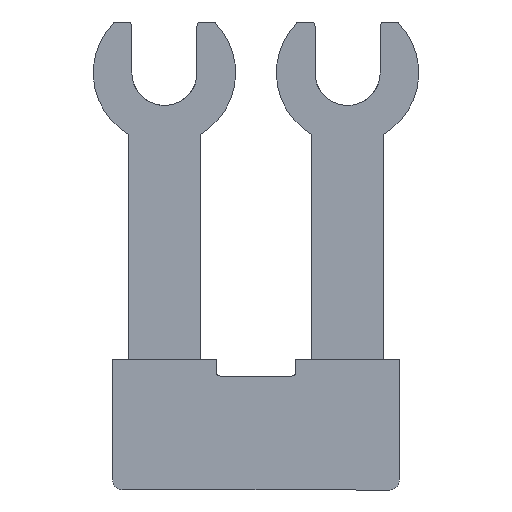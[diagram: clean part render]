
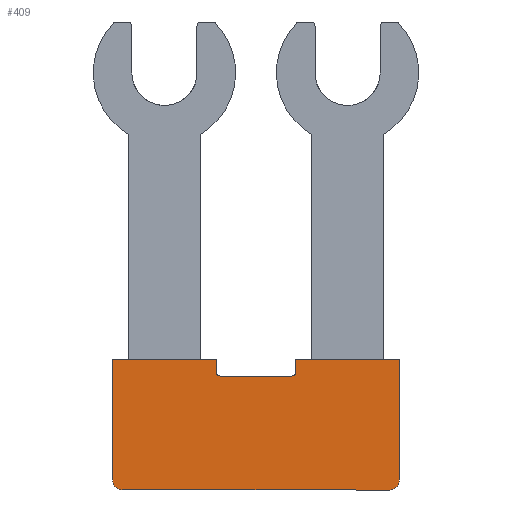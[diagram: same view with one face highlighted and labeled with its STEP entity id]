
A CAD part, front view. The second image highlights one B-rep face of the part: STEP entity #409.
In plain terms, the highlighted planar face has unit normal (0, -1, 0).
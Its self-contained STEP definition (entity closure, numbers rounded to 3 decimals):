
#174=AXIS2_PLACEMENT_3D('Circle Axis2P3D',#172,#173,$) ;
#263=AXIS2_PLACEMENT_3D('Circle Axis2P3D',#261,#262,$) ;
#311=AXIS2_PLACEMENT_3D('Circle Axis2P3D',#309,#310,$) ;
#374=AXIS2_PLACEMENT_3D('Plane Axis2P3D',#371,#372,#373) ;
#378=AXIS2_PLACEMENT_3D('Circle Axis2P3D',#376,#377,$) ;
#162=CARTESIAN_POINT('Vertex',(0.95,0.,0.5)) ;
#169=CARTESIAN_POINT('Vertex',(1.45,0.,0.)) ;
#172=CARTESIAN_POINT('Axis2P3D Location',(1.45,0.,0.5)) ;
#189=CARTESIAN_POINT('Line Origine',(0.95,0.,3.45)) ;
#193=CARTESIAN_POINT('Vertex',(0.95,0.,6.4)) ;
#213=CARTESIAN_POINT('Line Origine',(3.5,0.,6.4)) ;
#217=CARTESIAN_POINT('Vertex',(6.05,0.,6.4)) ;
#237=CARTESIAN_POINT('Line Origine',(6.05,0.,6.1)) ;
#241=CARTESIAN_POINT('Vertex',(6.05,0.,5.8)) ;
#261=CARTESIAN_POINT('Axis2P3D Location',(6.25,0.,5.8)) ;
#265=CARTESIAN_POINT('Vertex',(6.25,0.,5.6)) ;
#285=CARTESIAN_POINT('Line Origine',(8.,0.,5.6)) ;
#289=CARTESIAN_POINT('Vertex',(9.75,0.,5.6)) ;
#309=CARTESIAN_POINT('Axis2P3D Location',(9.75,0.,5.8)) ;
#313=CARTESIAN_POINT('Vertex',(9.95,0.,5.8)) ;
#333=CARTESIAN_POINT('Line Origine',(9.95,0.,6.1)) ;
#337=CARTESIAN_POINT('Vertex',(9.95,0.,6.4)) ;
#352=CARTESIAN_POINT('Line Origine',(12.5,0.,6.4)) ;
#356=CARTESIAN_POINT('Vertex',(15.05,0.,6.4)) ;
#371=CARTESIAN_POINT('Axis2P3D Location',(17.,0.,3.2)) ;
#376=CARTESIAN_POINT('Axis2P3D Location',(14.55,0.,0.5)) ;
#380=CARTESIAN_POINT('Vertex',(15.05,0.,0.5)) ;
#382=CARTESIAN_POINT('Vertex',(14.55,0.,0.)) ;
#385=CARTESIAN_POINT('Line Origine',(15.05,0.,3.45)) ;
#390=CARTESIAN_POINT('Line Origine',(8.,0.,0.)) ;
#173=DIRECTION('Axis2P3D Direction',(0.,-1.,0.)) ;
#190=DIRECTION('Vector Direction',(0.,0.,1.)) ;
#214=DIRECTION('Vector Direction',(1.,0.,0.)) ;
#238=DIRECTION('Vector Direction',(0.,0.,-1.)) ;
#262=DIRECTION('Axis2P3D Direction',(0.,1.,0.)) ;
#286=DIRECTION('Vector Direction',(1.,0.,0.)) ;
#310=DIRECTION('Axis2P3D Direction',(0.,1.,0.)) ;
#334=DIRECTION('Vector Direction',(0.,0.,1.)) ;
#353=DIRECTION('Vector Direction',(1.,0.,0.)) ;
#372=DIRECTION('Axis2P3D Direction',(0.,1.,0.)) ;
#373=DIRECTION('Axis2P3D XDirection',(0.,0.,1.)) ;
#377=DIRECTION('Axis2P3D Direction',(0.,1.,0.)) ;
#386=DIRECTION('Vector Direction',(0.,0.,-1.)) ;
#391=DIRECTION('Vector Direction',(-1.,0.,0.)) ;
#191=VECTOR('Line Direction',#190,1.) ;
#215=VECTOR('Line Direction',#214,1.) ;
#239=VECTOR('Line Direction',#238,1.) ;
#287=VECTOR('Line Direction',#286,1.) ;
#335=VECTOR('Line Direction',#334,1.) ;
#354=VECTOR('Line Direction',#353,1.) ;
#387=VECTOR('Line Direction',#386,1.) ;
#392=VECTOR('Line Direction',#391,1.) ;
#396=ORIENTED_EDGE('',*,*,#384,.F.) ;
#397=ORIENTED_EDGE('',*,*,#389,.F.) ;
#398=ORIENTED_EDGE('',*,*,#358,.F.) ;
#399=ORIENTED_EDGE('',*,*,#339,.F.) ;
#400=ORIENTED_EDGE('',*,*,#315,.T.) ;
#401=ORIENTED_EDGE('',*,*,#291,.F.) ;
#402=ORIENTED_EDGE('',*,*,#267,.T.) ;
#403=ORIENTED_EDGE('',*,*,#243,.F.) ;
#404=ORIENTED_EDGE('',*,*,#219,.F.) ;
#405=ORIENTED_EDGE('',*,*,#195,.F.) ;
#406=ORIENTED_EDGE('',*,*,#176,.T.) ;
#407=ORIENTED_EDGE('',*,*,#394,.F.) ;
#409=ADVANCED_FACE('CBS3U 4 way fork type Shorting link -plastic',(#408),#375,.F.) ;
#175=CIRCLE('generated circle',#174,0.5) ;
#264=CIRCLE('generated circle',#263,0.2) ;
#312=CIRCLE('generated circle',#311,0.2) ;
#379=CIRCLE('generated circle',#378,0.5) ;
#176=EDGE_CURVE('',#163,#170,#175,.T.) ;
#195=EDGE_CURVE('',#163,#194,#192,.T.) ;
#219=EDGE_CURVE('',#194,#218,#216,.T.) ;
#243=EDGE_CURVE('',#218,#242,#240,.T.) ;
#267=EDGE_CURVE('',#266,#242,#264,.T.) ;
#291=EDGE_CURVE('',#266,#290,#288,.T.) ;
#315=EDGE_CURVE('',#314,#290,#312,.T.) ;
#339=EDGE_CURVE('',#314,#338,#336,.T.) ;
#358=EDGE_CURVE('',#338,#357,#355,.T.) ;
#384=EDGE_CURVE('',#381,#383,#379,.T.) ;
#389=EDGE_CURVE('',#357,#381,#388,.T.) ;
#394=EDGE_CURVE('',#383,#170,#393,.T.) ;
#395=EDGE_LOOP('',(#396,#397,#398,#399,#400,#401,#402,#403,#404,#405,#406,#407)) ;
#408=FACE_OUTER_BOUND('',#395,.T.) ;
#192=LINE('Line',#189,#191) ;
#216=LINE('Line',#213,#215) ;
#240=LINE('Line',#237,#239) ;
#288=LINE('Line',#285,#287) ;
#336=LINE('Line',#333,#335) ;
#355=LINE('Line',#352,#354) ;
#388=LINE('Line',#385,#387) ;
#393=LINE('Line',#390,#392) ;
#375=PLANE('',#374) ;
#163=VERTEX_POINT('',#162) ;
#170=VERTEX_POINT('',#169) ;
#194=VERTEX_POINT('',#193) ;
#218=VERTEX_POINT('',#217) ;
#242=VERTEX_POINT('',#241) ;
#266=VERTEX_POINT('',#265) ;
#290=VERTEX_POINT('',#289) ;
#314=VERTEX_POINT('',#313) ;
#338=VERTEX_POINT('',#337) ;
#357=VERTEX_POINT('',#356) ;
#381=VERTEX_POINT('',#380) ;
#383=VERTEX_POINT('',#382) ;
